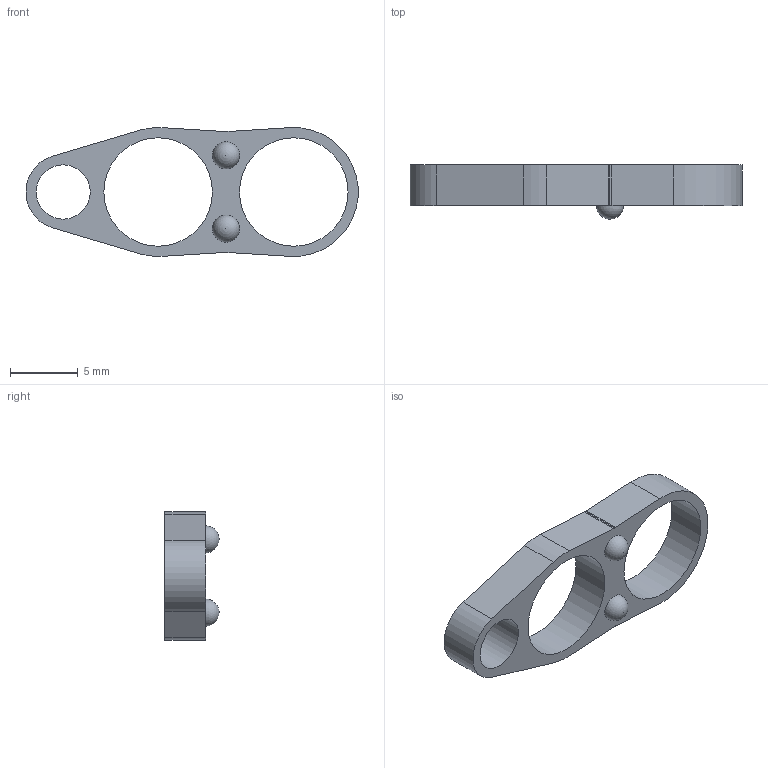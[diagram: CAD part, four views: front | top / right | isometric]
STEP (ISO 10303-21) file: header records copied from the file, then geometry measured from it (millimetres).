
FILE_DESCRIPTION(/* description */ (''),/* implementation_level */ '2;1');
FILE_NAME(/* name */ 'connector dual magnet v7.stp',/* time_stamp */ '2025-09-12T00:13:57+02:00',/* author */ (''),/* organization */ (''),/* preprocessor_version */ 'ST-DEVELOPER v20.1',/* originating_system */ 'Autodesk Translation Framework v14.10.0.0',/* authorisation */ '');
FILE_SCHEMA (('AUTOMOTIVE_DESIGN { 1 0 10303 214 3 1 1 }'));
Length unit declared in the file: millimetre
Products named in the file (1): connector dual magnet
Bounding box: 24.47 x 4 x 9.49 mm (x, y, z)
Volume: 241.6 mm3; surface area: 541.5 mm2
Topology: 1 solids, 1 shells, 25 faces, 69 edges, 42 vertices
Faces by surface type: plane 12, cylinder 9, sphere 4
Full cylindrical faces by diameter (mm): 4 x1, 8 x2
Entity records: 826 total; most frequent: DIRECTION 143, CARTESIAN_POINT 133, ORIENTED_EDGE 130, EDGE_CURVE 65, AXIS2_PLACEMENT_3D 52, VERTEX_POINT 42, LINE 39, VECTOR 39
